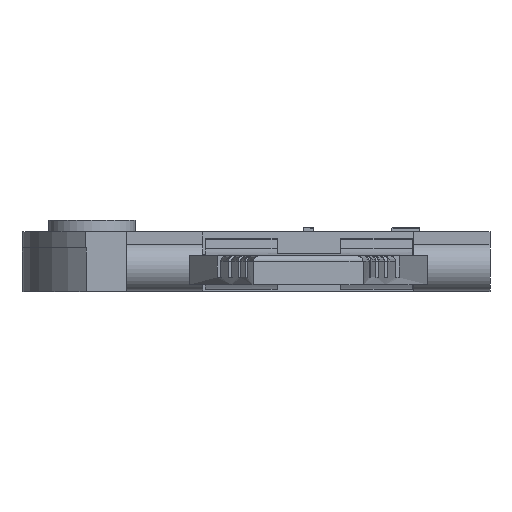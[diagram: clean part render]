
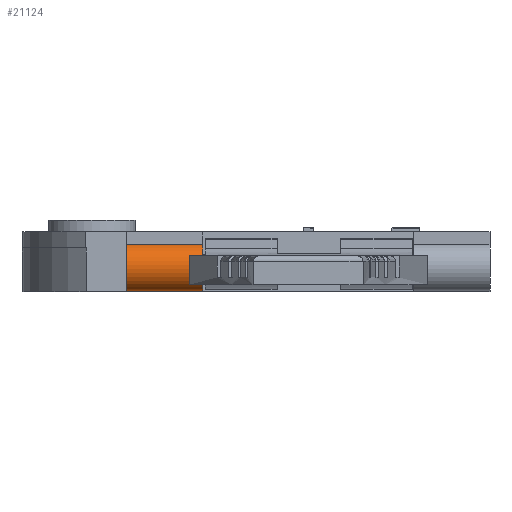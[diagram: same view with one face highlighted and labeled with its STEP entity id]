
A CAD part, front view. The second image highlights one B-rep face of the part: STEP entity #21124.
In plain terms, the highlighted cylindrical face has radius 3.311 mm (diameter 6.623 mm), a partial arc.
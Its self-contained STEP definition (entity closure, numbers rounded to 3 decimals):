
#118 = EDGE_LOOP ( 'NONE', ( #16056, #38568, #34476, #29948 ) ) ;
#209 = EDGE_CURVE ( 'NONE', #2797, #13829, #4907, .T. ) ;
#786 = EDGE_CURVE ( 'NONE', #13829, #27374, #16365, .T. ) ;
#2788 = CARTESIAN_POINT ( 'NONE',  ( -14.441, -22.389, 0.283 ) ) ;
#2797 = VERTEX_POINT ( 'NONE', #2788 ) ;
#4757 = EDGE_CURVE ( 'NONE', #31082, #27374, #9299, .T. ) ;
#4907 = LINE ( 'NONE', #22525, #14489 ) ;
#5357 = DIRECTION ( 'NONE',  ( -1., 0., 0. ) ) ;
#8155 = CARTESIAN_POINT ( 'NONE',  ( -24.841, -21.435, -6.2 ) ) ;
#9299 = LINE ( 'NONE', #21364, #31003 ) ;
#9408 = AXIS2_PLACEMENT_3D ( 'NONE', #19083, #12355, #33310 ) ;
#11647 = EDGE_CURVE ( 'NONE', #2797, #31082, #32355, .T. ) ;
#11826 = CARTESIAN_POINT ( 'NONE',  ( -14.441, -21.435, -2.889 ) ) ;
#12355 = DIRECTION ( 'NONE',  ( 1., 0., 0. ) ) ;
#13829 = VERTEX_POINT ( 'NONE', #23856 ) ;
#14489 = VECTOR ( 'NONE', #37536, 1000. ) ;
#16056 = ORIENTED_EDGE ( 'NONE', *, *, #786, .T. ) ;
#16365 = CIRCLE ( 'NONE', #9408, 3.311 ) ;
#19083 = CARTESIAN_POINT ( 'NONE',  ( -24.841, -21.435, -2.889 ) ) ;
#20997 = CARTESIAN_POINT ( 'NONE',  ( -14.441, -21.435, -2.889 ) ) ;
#21124 = ADVANCED_FACE ( 'NONE', ( #23965 ), #24162, .T. ) ;
#21364 = CARTESIAN_POINT ( 'NONE',  ( -14.441, -21.435, -6.2 ) ) ;
#22525 = CARTESIAN_POINT ( 'NONE',  ( -14.441, -22.389, 0.283 ) ) ;
#23856 = CARTESIAN_POINT ( 'NONE',  ( -24.841, -22.389, 0.283 ) ) ;
#23965 = FACE_OUTER_BOUND ( 'NONE', #118, .T. ) ;
#24139 = CARTESIAN_POINT ( 'NONE',  ( -14.441, -21.435, -6.2 ) ) ;
#24162 = CYLINDRICAL_SURFACE ( 'NONE', #34379, 3.311 ) ;
#26068 = AXIS2_PLACEMENT_3D ( 'NONE', #11826, #32592, #29822 ) ;
#27374 = VERTEX_POINT ( 'NONE', #8155 ) ;
#29822 = DIRECTION ( 'NONE',  ( 0., 0., -1. ) ) ;
#29948 = ORIENTED_EDGE ( 'NONE', *, *, #209, .T. ) ;
#30653 = DIRECTION ( 'NONE',  ( -1., 0., 0. ) ) ;
#31003 = VECTOR ( 'NONE', #5357, 1000. ) ;
#31082 = VERTEX_POINT ( 'NONE', #24139 ) ;
#32355 = CIRCLE ( 'NONE', #26068, 3.311 ) ;
#32592 = DIRECTION ( 'NONE',  ( 1., 0., 0. ) ) ;
#32854 = DIRECTION ( 'NONE',  ( 0., 0., 1. ) ) ;
#33310 = DIRECTION ( 'NONE',  ( 0., 0., -1. ) ) ;
#34379 = AXIS2_PLACEMENT_3D ( 'NONE', #20997, #30653, #32854 ) ;
#34476 = ORIENTED_EDGE ( 'NONE', *, *, #11647, .F. ) ;
#37536 = DIRECTION ( 'NONE',  ( -1., 0., 0. ) ) ;
#38568 = ORIENTED_EDGE ( 'NONE', *, *, #4757, .F. ) ;
